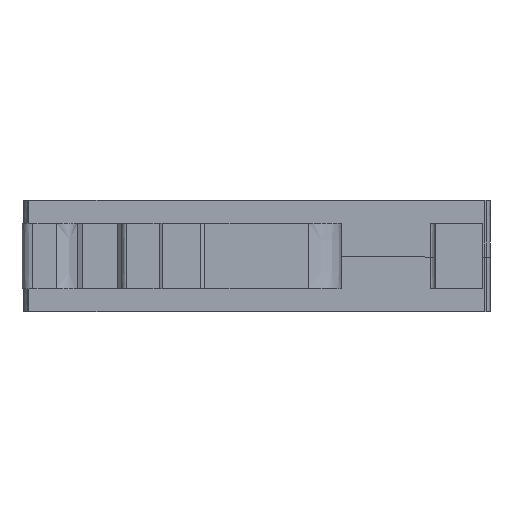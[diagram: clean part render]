
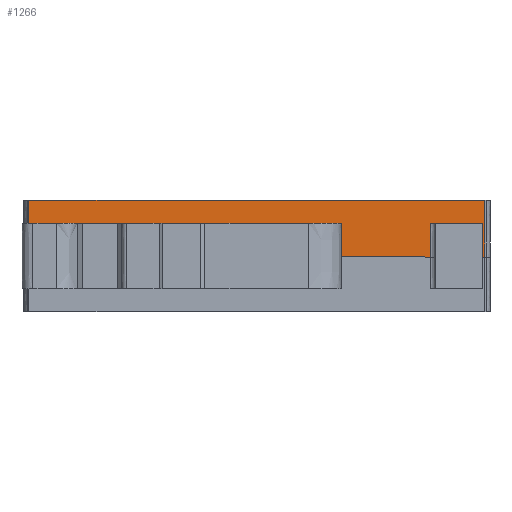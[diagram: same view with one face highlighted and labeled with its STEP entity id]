
A CAD part, front view. The second image highlights one B-rep face of the part: STEP entity #1266.
In plain terms, the highlighted planar face has unit normal (0, -1, 0).
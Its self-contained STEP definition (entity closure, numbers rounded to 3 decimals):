
#1266=ADVANCED_FACE('',(#3039),#3041,.T.);
#3039=FACE_BOUND('',#3040,.T.);
#3040=EDGE_LOOP('',(#4785,#4786,#4787,#4788));
#3041=PLANE('',#3042);
#3042=AXIS2_PLACEMENT_3D('',#3043,#3044,#3045);
#3043=CARTESIAN_POINT('',(100.,115.697,-5.075));
#3044=DIRECTION('',(0.,-1.,0.));
#3045=DIRECTION('',(0.,0.,-1.));
#4785=ORIENTED_EDGE('',*,*,#6053,.F.);
#4786=ORIENTED_EDGE('',*,*,#6054,.T.);
#4787=ORIENTED_EDGE('',*,*,#6055,.F.);
#4788=ORIENTED_EDGE('',*,*,#6051,.F.);
#6051=EDGE_CURVE('',#6979,#6981,#6982,.T.);
#6053=EDGE_CURVE('',#6984,#6979,#6985,.T.);
#6054=EDGE_CURVE('',#6984,#6986,#6987,.T.);
#6055=EDGE_CURVE('',#6981,#6986,#6988,.T.);
#6979=VERTEX_POINT('',#12387);
#6981=VERTEX_POINT('',#12391);
#6982=LINE('',#12392,#12393);
#6984=VERTEX_POINT('',#12398);
#6985=LINE('',#12399,#12400);
#6986=VERTEX_POINT('',#12402);
#6987=LINE('',#12403,#12404);
#6988=LINE('',#12406,#12407);
#12387=CARTESIAN_POINT('',(-76.123,115.697,0.045));
#12391=CARTESIAN_POINT('',(-76.123,115.697,5.075));
#12392=CARTESIAN_POINT('',(-76.123,115.697,0.045));
#12393=VECTOR('',#12394,1.);
#12394=DIRECTION('',(0.,0.,1.));
#12398=CARTESIAN_POINT('',(-34.574,115.697,-0.112));
#12399=CARTESIAN_POINT('',(-34.574,115.697,-0.112));
#12400=VECTOR('',#12401,1.);
#12401=DIRECTION('',(-1.,0.,0.004));
#12402=CARTESIAN_POINT('',(-34.574,115.697,5.075));
#12403=CARTESIAN_POINT('',(-34.574,115.697,-0.112));
#12404=VECTOR('',#12405,1.);
#12405=DIRECTION('',(0.,0.,1.));
#12406=CARTESIAN_POINT('',(-76.123,115.697,5.075));
#12407=VECTOR('',#12408,1.);
#12408=DIRECTION('',(1.,0.,0.));
